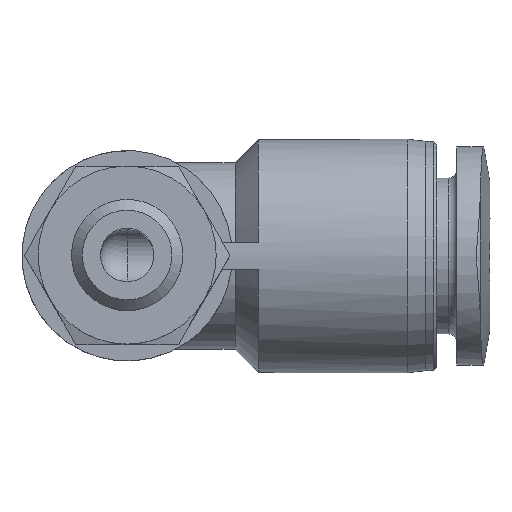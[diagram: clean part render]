
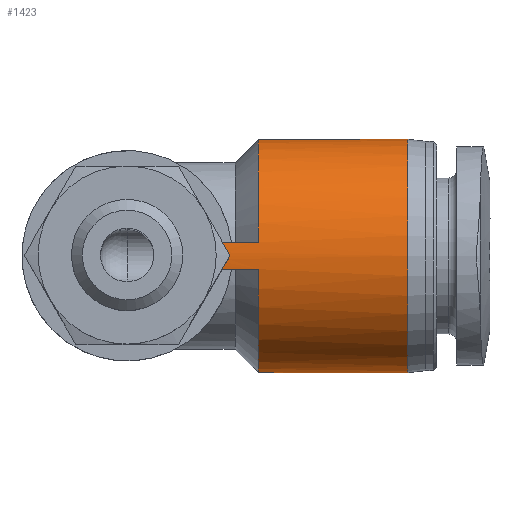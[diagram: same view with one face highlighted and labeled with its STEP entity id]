
A CAD part, top view. The second image highlights one B-rep face of the part: STEP entity #1423.
In plain terms, the highlighted cylindrical face has radius 5.25 mm (diameter 10.5 mm), a full revolution.
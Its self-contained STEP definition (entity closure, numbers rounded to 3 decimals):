
#28=ELLIPSE('',#1489,6.062,5.25);
#29=ELLIPSE('',#1537,6.062,5.25);
#30=ELLIPSE('',#1543,7.425,5.25);
#31=ELLIPSE('',#1544,7.425,5.25);
#41=CYLINDRICAL_SURFACE('',#1540,5.25);
#117=CIRCLE('',#1475,5.25);
#129=CIRCLE('',#1498,5.25);
#130=CIRCLE('',#1500,5.25);
#146=CIRCLE('',#1541,5.25);
#147=CIRCLE('',#1542,5.25);
#342=ORIENTED_EDGE('',*,*,#546,.F.);
#343=ORIENTED_EDGE('',*,*,#547,.T.);
#344=ORIENTED_EDGE('',*,*,#548,.T.);
#345=ORIENTED_EDGE('',*,*,#549,.T.);
#346=ORIENTED_EDGE('',*,*,#475,.T.);
#347=ORIENTED_EDGE('',*,*,#461,.F.);
#348=ORIENTED_EDGE('',*,*,#510,.T.);
#349=ORIENTED_EDGE('',*,*,#550,.T.);
#350=ORIENTED_EDGE('',*,*,#544,.T.);
#351=ORIENTED_EDGE('',*,*,#488,.T.);
#352=ORIENTED_EDGE('',*,*,#551,.F.);
#353=ORIENTED_EDGE('',*,*,#511,.T.);
#354=ORIENTED_EDGE('',*,*,#465,.T.);
#461=EDGE_CURVE('',#596,#588,#670,.T.);
#465=EDGE_CURVE('',#601,#600,#672,.T.);
#475=EDGE_CURVE('',#608,#588,#117,.T.);
#488=EDGE_CURVE('',#617,#618,#28,.F.);
#510=EDGE_CURVE('',#596,#634,#129,.T.);
#511=EDGE_CURVE('',#635,#601,#130,.T.);
#544=EDGE_CURVE('',#652,#617,#29,.F.);
#546=EDGE_CURVE('',#653,#653,#146,.T.);
#547=EDGE_CURVE('',#600,#654,#147,.T.);
#548=EDGE_CURVE('',#654,#655,#30,.T.);
#549=EDGE_CURVE('',#655,#608,#31,.T.);
#550=EDGE_CURVE('',#634,#652,#697,.T.);
#551=EDGE_CURVE('',#635,#618,#698,.T.);
#588=VERTEX_POINT('',#1947);
#596=VERTEX_POINT('',#1969);
#600=VERTEX_POINT('',#1978);
#601=VERTEX_POINT('',#1980);
#608=VERTEX_POINT('',#2007);
#617=VERTEX_POINT('',#2041);
#618=VERTEX_POINT('',#2042);
#634=VERTEX_POINT('',#2091);
#635=VERTEX_POINT('',#2095);
#652=VERTEX_POINT('',#2204);
#653=VERTEX_POINT('',#2211);
#654=VERTEX_POINT('',#2213);
#655=VERTEX_POINT('',#2215);
#670=LINE('',#1970,#711);
#672=LINE('',#1979,#713);
#697=LINE('',#2217,#738);
#698=LINE('',#2218,#739);
#711=VECTOR('',#1619,1000.);
#713=VECTOR('',#1627,1000.);
#738=VECTOR('',#1800,1000.);
#739=VECTOR('',#1801,1000.);
#798=EDGE_LOOP('',(#342));
#799=EDGE_LOOP('',(#343,#344,#345,#346,#347,#348,#349,#350,#351,#352,#353,
#354));
#883=FACE_BOUND('',#798,.T.);
#884=FACE_BOUND('',#799,.T.);
#1423=ADVANCED_FACE('',(#883,#884),#41,.T.);
#1475=AXIS2_PLACEMENT_3D('',#2008,#1640,#1641);
#1489=AXIS2_PLACEMENT_3D('',#2040,#1670,#1671);
#1498=AXIS2_PLACEMENT_3D('',#2092,#1701,#1702);
#1500=AXIS2_PLACEMENT_3D('',#2094,#1705,#1706);
#1537=AXIS2_PLACEMENT_3D('',#2205,#1783,#1784);
#1540=AXIS2_PLACEMENT_3D('',#2209,#1790,#1791);
#1541=AXIS2_PLACEMENT_3D('',#2210,#1792,#1793);
#1542=AXIS2_PLACEMENT_3D('',#2212,#1794,#1795);
#1543=AXIS2_PLACEMENT_3D('',#2214,#1796,#1797);
#1544=AXIS2_PLACEMENT_3D('',#2216,#1798,#1799);
#1619=DIRECTION('',(-1.,0.,0.));
#1627=DIRECTION('',(-1.,0.,0.));
#1640=DIRECTION('',(1.,0.,0.));
#1641=DIRECTION('',(0.,0.,-1.));
#1670=DIRECTION('',(-0.866,0.5,0.));
#1671=DIRECTION('',(-0.5,-0.866,0.));
#1701=DIRECTION('',(1.,0.,0.));
#1702=DIRECTION('',(0.,0.,-1.));
#1705=DIRECTION('',(1.,0.,0.));
#1706=DIRECTION('',(0.,0.,-1.));
#1783=DIRECTION('',(-0.866,-0.5,0.));
#1784=DIRECTION('',(-0.5,0.866,0.));
#1790=DIRECTION('',(1.,0.,0.));
#1791=DIRECTION('',(0.,0.,-1.));
#1792=DIRECTION('',(1.,0.,0.));
#1793=DIRECTION('',(0.,0.,-1.));
#1794=DIRECTION('',(1.,0.,0.));
#1795=DIRECTION('',(0.,0.,-1.));
#1796=DIRECTION('',(0.707,-0.707,0.));
#1797=DIRECTION('',(0.707,0.707,0.));
#1798=DIRECTION('',(0.707,0.707,0.));
#1799=DIRECTION('',(0.707,-0.707,0.));
#1800=DIRECTION('',(-1.,0.,0.));
#1801=DIRECTION('',(-1.,0.,0.));
#1947=CARTESIAN_POINT('',(0.,0.6,-5.216));
#1969=CARTESIAN_POINT('',(5.9,0.6,-5.216));
#1970=CARTESIAN_POINT('',(5.9,0.6,-5.216));
#1978=CARTESIAN_POINT('',(0.,-0.6,-5.216));
#1979=CARTESIAN_POINT('',(5.9,-0.6,-5.216));
#1980=CARTESIAN_POINT('',(5.9,-0.6,-5.216));
#2007=CARTESIAN_POINT('',(0.,0.546,-5.222));
#2008=CARTESIAN_POINT('',(0.,0.,0.));
#2040=CARTESIAN_POINT('',(4.619,0.,0.));
#2041=CARTESIAN_POINT('',(4.619,0.,5.25));
#2042=CARTESIAN_POINT('',(4.272,-0.6,5.216));
#2091=CARTESIAN_POINT('',(5.9,0.6,5.216));
#2092=CARTESIAN_POINT('',(5.9,0.,0.));
#2094=CARTESIAN_POINT('',(5.9,0.,0.));
#2095=CARTESIAN_POINT('',(5.9,-0.6,5.216));
#2204=CARTESIAN_POINT('',(4.272,0.6,5.216));
#2205=CARTESIAN_POINT('',(4.619,0.,0.));
#2209=CARTESIAN_POINT('',(16.3,0.,0.));
#2210=CARTESIAN_POINT('',(12.6,0.,0.));
#2211=CARTESIAN_POINT('',(12.6,0.,-5.25));
#2212=CARTESIAN_POINT('',(0.,0.,0.));
#2213=CARTESIAN_POINT('',(0.,-0.546,-5.222));
#2214=CARTESIAN_POINT('',(0.546,0.,0.));
#2215=CARTESIAN_POINT('',(0.546,0.,-5.25));
#2216=CARTESIAN_POINT('',(0.546,0.,0.));
#2217=CARTESIAN_POINT('',(5.9,0.6,5.216));
#2218=CARTESIAN_POINT('',(5.9,-0.6,5.216));
